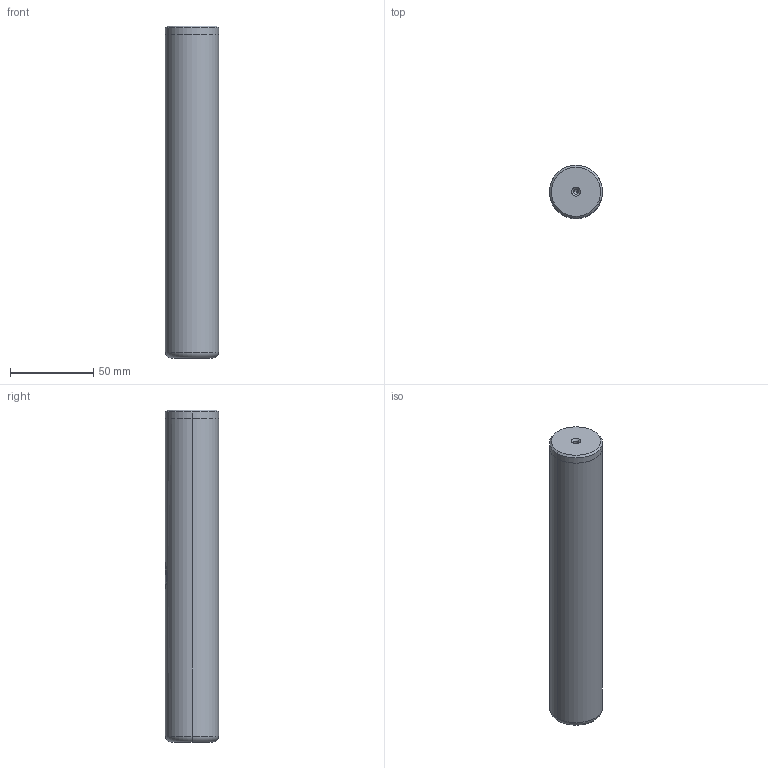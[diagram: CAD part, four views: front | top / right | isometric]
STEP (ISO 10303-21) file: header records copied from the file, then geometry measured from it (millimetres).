
FILE_DESCRIPTION (( 'STEP AP214' ), '1' );
FILE_NAME ('DSPK-D32-L200.STEP', '2021-08-21T07:47:57', ( '' ), ( '' ), 'SwSTEP 2.0', 'SolidWorks 2016', '' );
FILE_SCHEMA (( 'AUTOMOTIVE_DESIGN' ));
Length unit declared in the file: millimetre
Products named in the file (2): DSPK-D32-L200
Bounding box: 32.02 x 32.02 x 200 mm (x, y, z)
Volume: 158932.2 mm3; surface area: 22279.7 mm2
Topology: 1 solids, 1 shells, 46 faces, 104 edges, 62 vertices
Faces by surface type: cone 14, cylinder 12, plane 10, bspline 8, torus 2
Entity records: 2755 total; most frequent: CARTESIAN_POINT 1724, ORIENTED_EDGE 200, DIRECTION 190, EDGE_CURVE 100, AXIS2_PLACEMENT_3D 78, VERTEX_POINT 62, EDGE_LOOP 52, ADVANCED_FACE 46
